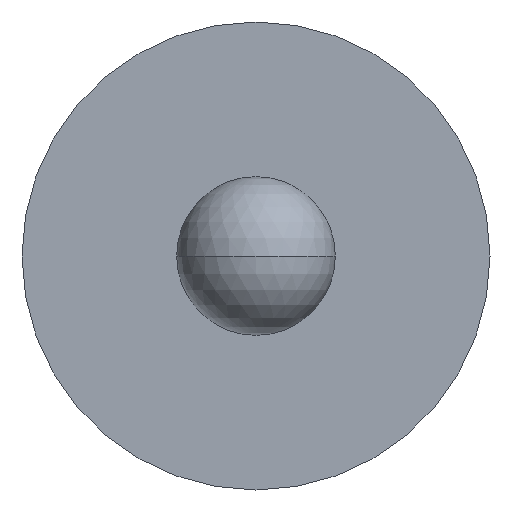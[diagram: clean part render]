
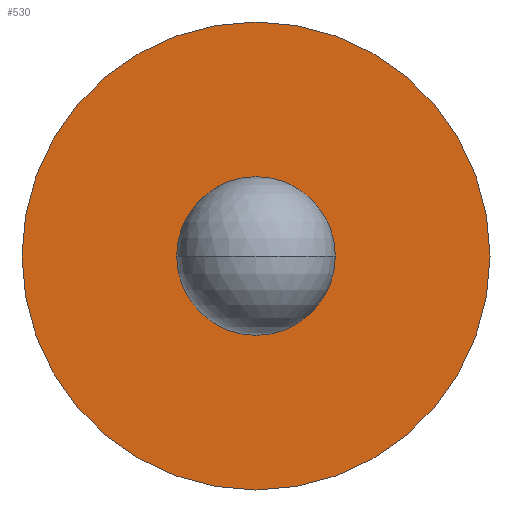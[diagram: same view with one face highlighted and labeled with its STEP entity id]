
A CAD part, left-side view. The second image highlights one B-rep face of the part: STEP entity #530.
In plain terms, the highlighted planar face has unit normal (-1, 0, 0).
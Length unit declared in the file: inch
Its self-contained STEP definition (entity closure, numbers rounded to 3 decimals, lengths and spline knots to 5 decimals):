
#11 = ORIENTED_EDGE ( 'NONE', *, *, #298, .T. ) ;
#29 = CIRCLE ( 'NONE', #389, 0.059 ) ;
#32 = EDGE_LOOP ( 'NONE', ( #336, #555 ) ) ;
#38 = CARTESIAN_POINT ( 'NONE',  ( 0.0787, 0.02, 0. ) ) ;
#43 = FACE_BOUND ( 'NONE', #32, .T. ) ;
#81 = EDGE_CURVE ( 'NONE', #149, #579, #443, .T. ) ;
#87 = CARTESIAN_POINT ( 'NONE',  ( 0.0787, 0., 0. ) ) ;
#102 = AXIS2_PLACEMENT_3D ( 'NONE', #322, #546, #504 ) ;
#114 = DIRECTION ( 'NONE',  ( 0., -1., 0. ) ) ;
#128 = CIRCLE ( 'NONE', #463, 0.059 ) ;
#147 = AXIS2_PLACEMENT_3D ( 'NONE', #214, #359, #588 ) ;
#149 = VERTEX_POINT ( 'NONE', #38 ) ;
#154 = CARTESIAN_POINT ( 'NONE',  ( 0.0787, 0., 0. ) ) ;
#178 = FACE_OUTER_BOUND ( 'NONE', #363, .T. ) ;
#182 = EDGE_CURVE ( 'NONE', #579, #149, #394, .T. ) ;
#187 = DIRECTION ( 'NONE',  ( 0., -1., 0. ) ) ;
#199 = ORIENTED_EDGE ( 'NONE', *, *, #498, .T. ) ;
#214 = CARTESIAN_POINT ( 'NONE',  ( 0.0787, 0., 0. ) ) ;
#215 = AXIS2_PLACEMENT_3D ( 'NONE', #87, #274, #272 ) ;
#223 = PLANE ( 'NONE',  #102 ) ;
#272 = DIRECTION ( 'NONE',  ( 0., -1., 0. ) ) ;
#273 = VERTEX_POINT ( 'NONE', #287 ) ;
#274 = DIRECTION ( 'NONE',  ( -1., 0., 0. ) ) ;
#287 = CARTESIAN_POINT ( 'NONE',  ( 0.0787, 0.059, 0. ) ) ;
#291 = CARTESIAN_POINT ( 'NONE',  ( 0.0787, -0.02, 0. ) ) ;
#298 = EDGE_CURVE ( 'NONE', #273, #540, #29, .T. ) ;
#322 = CARTESIAN_POINT ( 'NONE',  ( 0.0787, 0.059, 0. ) ) ;
#336 = ORIENTED_EDGE ( 'NONE', *, *, #182, .F. ) ;
#337 = DIRECTION ( 'NONE',  ( -1., 0., 0. ) ) ;
#359 = DIRECTION ( 'NONE',  ( -1., 0., 0. ) ) ;
#363 = EDGE_LOOP ( 'NONE', ( #199, #11 ) ) ;
#389 = AXIS2_PLACEMENT_3D ( 'NONE', #600, #411, #114 ) ;
#394 = CIRCLE ( 'NONE', #215, 0.02 ) ;
#407 = CARTESIAN_POINT ( 'NONE',  ( 0.0787, -0.059, 0. ) ) ;
#411 = DIRECTION ( 'NONE',  ( -1., 0., 0. ) ) ;
#443 = CIRCLE ( 'NONE', #147, 0.02 ) ;
#463 = AXIS2_PLACEMENT_3D ( 'NONE', #154, #337, #187 ) ;
#498 = EDGE_CURVE ( 'NONE', #540, #273, #128, .T. ) ;
#504 = DIRECTION ( 'NONE',  ( 0., 1., 0. ) ) ;
#530 = ADVANCED_FACE ( 'NONE', ( #43, #178 ), #223, .F. ) ;
#540 = VERTEX_POINT ( 'NONE', #407 ) ;
#546 = DIRECTION ( 'NONE',  ( 1., 0., 0. ) ) ;
#555 = ORIENTED_EDGE ( 'NONE', *, *, #81, .F. ) ;
#579 = VERTEX_POINT ( 'NONE', #291 ) ;
#588 = DIRECTION ( 'NONE',  ( 0., -1., 0. ) ) ;
#600 = CARTESIAN_POINT ( 'NONE',  ( 0.0787, 0., 0. ) ) ;
